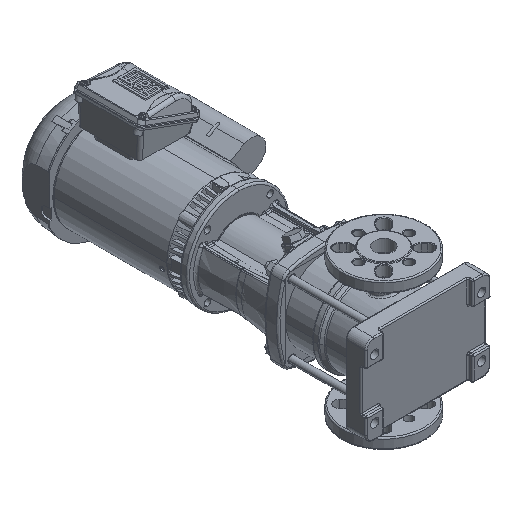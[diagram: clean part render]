
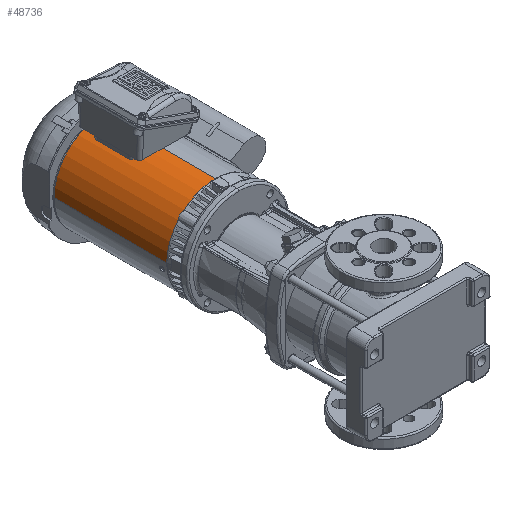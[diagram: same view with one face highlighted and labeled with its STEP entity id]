
A CAD part, isometric view. The second image highlights one B-rep face of the part: STEP entity #48736.
In plain terms, the highlighted cylindrical face has radius 81.875 mm (diameter 163.75 mm), a partial arc.
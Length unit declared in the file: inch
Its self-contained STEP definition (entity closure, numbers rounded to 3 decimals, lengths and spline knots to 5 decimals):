
#2368 = CARTESIAN_POINT ( 'NONE',  ( 0., -3.22343, 0.00056 ) ) ;
#2505 = ORIENTED_EDGE ( 'NONE', *, *, #6226, .T. ) ;
#2690 = EDGE_LOOP ( 'NONE', ( #80754, #2505, #58344, #77253 ) ) ;
#6226 = EDGE_CURVE ( 'NONE', #12595, #102410, #29321, .T. ) ;
#11510 = LINE ( 'NONE', #96360, #76679 ) ;
#11649 = CARTESIAN_POINT ( 'NONE',  ( 21.34368, 0., 0. ) ) ;
#12595 = VERTEX_POINT ( 'NONE', #13491 ) ;
#13491 = CARTESIAN_POINT ( 'NONE',  ( 0., 0., 3.22343 ) ) ;
#14062 = EDGE_CURVE ( 'NONE', #102410, #101136, #29635, .T. ) ;
#18030 = CARTESIAN_POINT ( 'NONE',  ( -7.48031, 0., 3.22343 ) ) ;
#24433 = AXIS2_PLACEMENT_3D ( 'NONE', #54741, #80823, #39501 ) ;
#29321 = LINE ( 'NONE', #78800, #105338 ) ;
#29604 = FACE_OUTER_BOUND ( 'NONE', #2690, .T. ) ;
#29635 = CIRCLE ( 'NONE', #24433, 3.22343 ) ;
#39501 = DIRECTION ( 'NONE',  ( 0., 0., 1. ) ) ;
#39589 = CARTESIAN_POINT ( 'NONE',  ( -7.48031, -3.22343, 0.00056 ) ) ;
#42534 = EDGE_CURVE ( 'NONE', #47834, #12595, #101736, .T. ) ;
#44856 = DIRECTION ( 'NONE',  ( -1., 0., 0. ) ) ;
#47834 = VERTEX_POINT ( 'NONE', #2368 ) ;
#48736 = ADVANCED_FACE ( 'NONE', ( #29604 ), #52999, .T. ) ;
#52999 = CYLINDRICAL_SURFACE ( 'NONE', #72783, 3.22343 ) ;
#54062 = DIRECTION ( 'NONE',  ( 0., 0., 1. ) ) ;
#54741 = CARTESIAN_POINT ( 'NONE',  ( -7.48031, 0., 0. ) ) ;
#58344 = ORIENTED_EDGE ( 'NONE', *, *, #14062, .T. ) ;
#61254 = EDGE_CURVE ( 'NONE', #47834, #101136, #11510, .T. ) ;
#66600 = DIRECTION ( 'NONE',  ( -1., 0., 0. ) ) ;
#72783 = AXIS2_PLACEMENT_3D ( 'NONE', #11649, #44856, #54062 ) ;
#73967 = AXIS2_PLACEMENT_3D ( 'NONE', #102882, #66600, #93657 ) ;
#76679 = VECTOR ( 'NONE', #77878, 39.37008 ) ;
#77253 = ORIENTED_EDGE ( 'NONE', *, *, #61254, .F. ) ;
#77878 = DIRECTION ( 'NONE',  ( -1., 0., 0. ) ) ;
#78800 = CARTESIAN_POINT ( 'NONE',  ( 21.34368, 0., 3.22343 ) ) ;
#80754 = ORIENTED_EDGE ( 'NONE', *, *, #42534, .T. ) ;
#80823 = DIRECTION ( 'NONE',  ( 1., 0., 0. ) ) ;
#85901 = DIRECTION ( 'NONE',  ( -1., 0., 0. ) ) ;
#93657 = DIRECTION ( 'NONE',  ( 0., 0., -1. ) ) ;
#96360 = CARTESIAN_POINT ( 'NONE',  ( 21.34368, -3.22343, 0.00056 ) ) ;
#101136 = VERTEX_POINT ( 'NONE', #39589 ) ;
#101736 = CIRCLE ( 'NONE', #73967, 3.22343 ) ;
#102410 = VERTEX_POINT ( 'NONE', #18030 ) ;
#102882 = CARTESIAN_POINT ( 'NONE',  ( 0., 0., 0. ) ) ;
#105338 = VECTOR ( 'NONE', #85901, 39.37008 ) ;
